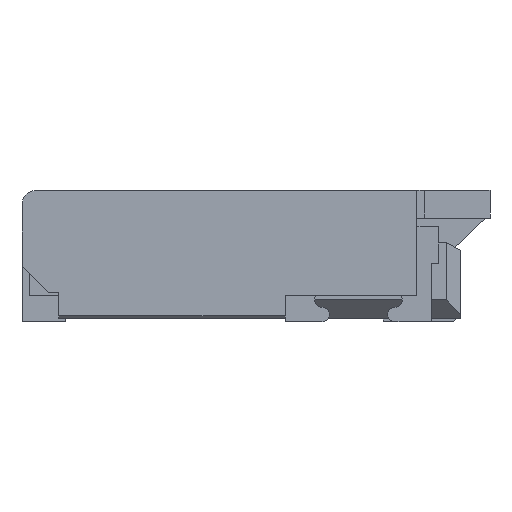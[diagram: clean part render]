
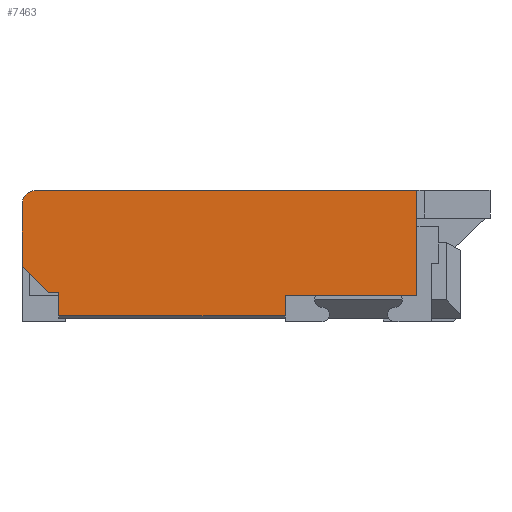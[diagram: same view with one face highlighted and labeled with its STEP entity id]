
A CAD part, left-side view. The second image highlights one B-rep face of the part: STEP entity #7463.
In plain terms, the highlighted planar face has unit normal (-1, 0, 0).
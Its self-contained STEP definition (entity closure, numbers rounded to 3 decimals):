
#5342=CARTESIAN_POINT('',(-8.675,-1.1,0.9));
#5343=VERTEX_POINT('',#5342);
#5350=CARTESIAN_POINT('',(-8.675,-1.1,0.18));
#5351=VERTEX_POINT('',#5350);
#5352=CARTESIAN_POINT('',(-8.675,-1.1,0.9));
#5353=DIRECTION('',(0.0,0.0,-1.0));
#5354=VECTOR('',#5353,0.72);
#5355=LINE('',#5352,#5354);
#5356=EDGE_CURVE('',#5343,#5351,#5355,.T.);
#5382=CARTESIAN_POINT('',(-8.675,-0.2,0.18));
#5383=VERTEX_POINT('',#5382);
#5390=CARTESIAN_POINT('',(-8.675,-0.2,0.04));
#5391=VERTEX_POINT('',#5390);
#5392=CARTESIAN_POINT('',(-8.675,-0.2,0.18));
#5393=DIRECTION('',(0.0,0.0,-1.0));
#5394=VECTOR('',#5393,0.14);
#5395=LINE('',#5392,#5394);
#5396=EDGE_CURVE('',#5383,#5391,#5395,.T.);
#5501=CARTESIAN_POINT('',(-8.675,-0.2,0.18));
#5502=DIRECTION('',(0.0,-1.0,0.0));
#5503=VECTOR('',#5502,0.9);
#5504=LINE('',#5501,#5503);
#5505=EDGE_CURVE('',#5383,#5351,#5504,.T.);
#7095=CARTESIAN_POINT('',(-8.675,1.6,0.38));
#7096=VERTEX_POINT('',#7095);
#7103=CARTESIAN_POINT('',(-8.675,1.6,0.8));
#7104=VERTEX_POINT('',#7103);
#7105=CARTESIAN_POINT('',(-8.675,1.6,0.8));
#7106=DIRECTION('',(0.0,0.0,-1.0));
#7107=VECTOR('',#7106,0.42);
#7108=LINE('',#7105,#7107);
#7109=EDGE_CURVE('',#7104,#7096,#7108,.T.);
#7407=CARTESIAN_POINT('',(-8.675,-1.235,-0.003));
#7408=DIRECTION('',(1.0,0.0,0.0));
#7409=DIRECTION('',(0.0,1.0,0.0));
#7410=AXIS2_PLACEMENT_3D('',#7407,#7408,#7409);
#7411=PLANE('',#7410);
#7412=CARTESIAN_POINT('',(-8.675,1.5,0.9));
#7413=VERTEX_POINT('',#7412);
#7414=CARTESIAN_POINT('',(-8.675,1.5,0.9));
#7415=DIRECTION('',(0.0,-1.0,0.0));
#7416=VECTOR('',#7415,2.6);
#7417=LINE('',#7414,#7416);
#7418=EDGE_CURVE('',#7413,#5343,#7417,.T.);
#7419=ORIENTED_EDGE('',*,*,#7418,.F.);
#7420=CARTESIAN_POINT('',(-8.675,1.5,0.8));
#7421=DIRECTION('',(-1.0,0.0,0.0));
#7422=DIRECTION('',(0.0,1.0,0.0));
#7423=AXIS2_PLACEMENT_3D('',#7420,#7421,#7422);
#7424=CIRCLE('',#7423,0.1);
#7425=EDGE_CURVE('',#7413,#7104,#7424,.T.);
#7426=ORIENTED_EDGE('',*,*,#7425,.T.);
#7427=ORIENTED_EDGE('',*,*,#7109,.T.);
#7428=CARTESIAN_POINT('',(-8.675,1.42,0.2));
#7429=VERTEX_POINT('',#7428);
#7430=CARTESIAN_POINT('',(-8.675,1.6,0.38));
#7431=DIRECTION('',(0.0,-0.707,-0.707));
#7432=VECTOR('',#7431,0.255);
#7433=LINE('',#7430,#7432);
#7434=EDGE_CURVE('',#7096,#7429,#7433,.T.);
#7435=ORIENTED_EDGE('',*,*,#7434,.T.);
#7436=CARTESIAN_POINT('',(-8.675,1.35,0.2));
#7437=VERTEX_POINT('',#7436);
#7438=CARTESIAN_POINT('',(-8.675,1.42,0.2));
#7439=DIRECTION('',(0.0,-1.0,0.0));
#7440=VECTOR('',#7439,0.07);
#7441=LINE('',#7438,#7440);
#7442=EDGE_CURVE('',#7429,#7437,#7441,.T.);
#7443=ORIENTED_EDGE('',*,*,#7442,.T.);
#7444=CARTESIAN_POINT('',(-8.675,1.35,0.04));
#7445=VERTEX_POINT('',#7444);
#7446=CARTESIAN_POINT('',(-8.675,1.35,0.2));
#7447=DIRECTION('',(0.0,0.0,-1.0));
#7448=VECTOR('',#7447,0.16);
#7449=LINE('',#7446,#7448);
#7450=EDGE_CURVE('',#7437,#7445,#7449,.T.);
#7451=ORIENTED_EDGE('',*,*,#7450,.T.);
#7452=CARTESIAN_POINT('',(-8.675,-0.2,0.04));
#7453=DIRECTION('',(0.0,1.0,0.0));
#7454=VECTOR('',#7453,1.55);
#7455=LINE('',#7452,#7454);
#7456=EDGE_CURVE('',#5391,#7445,#7455,.T.);
#7457=ORIENTED_EDGE('',*,*,#7456,.F.);
#7458=ORIENTED_EDGE('',*,*,#5396,.F.);
#7459=ORIENTED_EDGE('',*,*,#5505,.T.);
#7460=ORIENTED_EDGE('',*,*,#5356,.F.);
#7461=EDGE_LOOP('',(#7419,#7426,#7427,#7435,#7443,#7451,#7457,#7458,#7459,#7460));
#7462=FACE_OUTER_BOUND('',#7461,.T.);
#7463=ADVANCED_FACE('',(#7462),#7411,.F.);
